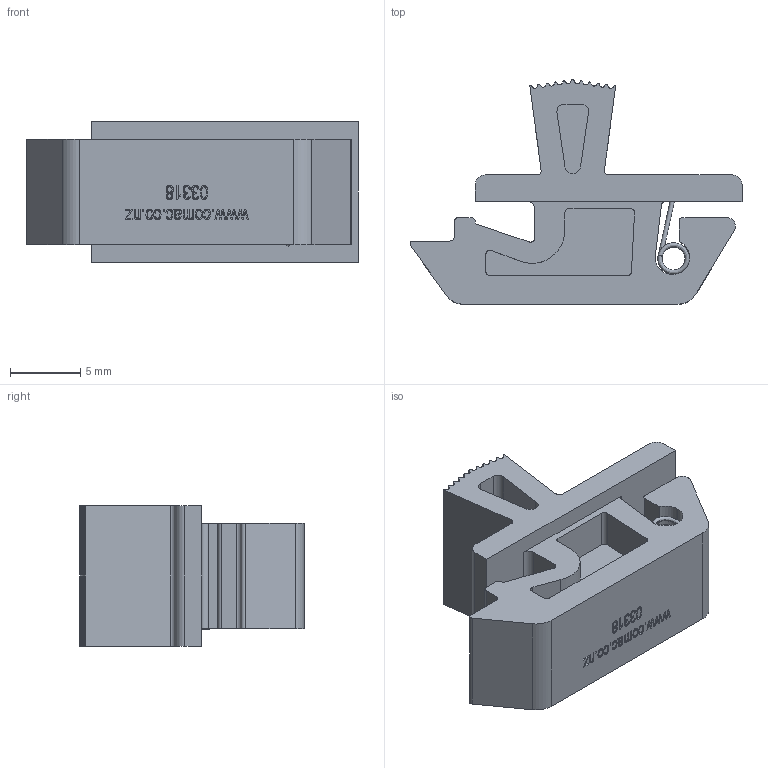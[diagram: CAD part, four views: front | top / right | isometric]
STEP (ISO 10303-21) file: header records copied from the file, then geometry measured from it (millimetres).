
FILE_DESCRIPTION (( 'STEP AP214' ), '1' );
FILE_NAME ('03318-Snap Latch Black 22.5mm.STEP', '2018-08-28T00:18:18', ( '' ), ( '' ), 'SwSTEP 2.0', 'SolidWorks 2018', '' );
FILE_SCHEMA (( 'AUTOMOTIVE_DESIGN' ));
Length unit declared in the file: millimetre
Products named in the file (1): 03318-Snap Latch Black 22.5mm
Bounding box: 23.65 x 16 x 10 mm (x, y, z)
Volume: 1369.6 mm3; surface area: 1656.4 mm2
Topology: 2 solids, 2 shells, 413 faces, 1132 edges, 754 vertices
Faces by surface type: plane 215, bspline 122, cylinder 76
Entity records: 21573 total; most frequent: CARTESIAN_POINT 11720, ORIENTED_EDGE 2264, DIRECTION 1628, EDGE_CURVE 1132, VERTEX_POINT 754, VECTOR 736, LINE 736, AXIS2_PLACEMENT_3D 446
